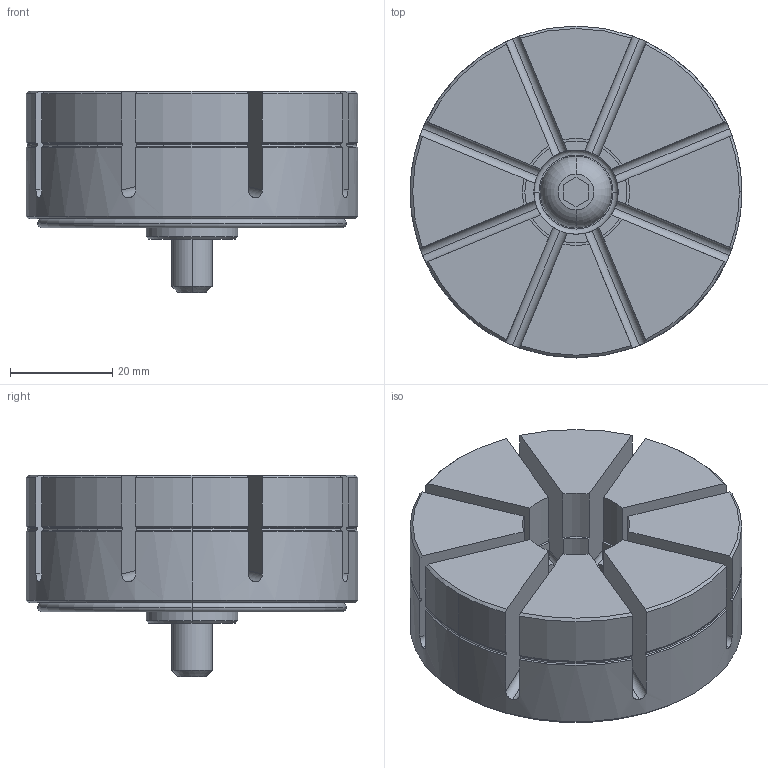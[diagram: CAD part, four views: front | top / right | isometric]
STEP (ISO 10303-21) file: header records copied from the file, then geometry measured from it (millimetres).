
FILE_DESCRIPTION (( 'STEP AP203' ), '1' );
FILE_NAME ('cp126-06501.STEP', '2021-10-25T23:34:50', ( '' ), ( '' ), 'SwSTEP 2.0', 'SolidWorks 2020', '' );
FILE_SCHEMA (( 'CONFIG_CONTROL_DESIGN' ));
Length unit declared in the file: millimetre
Products named in the file (1): cp126-06501
Bounding box: 65 x 65 x 39.5 mm (x, y, z)
Volume: 61361.4 mm3; surface area: 21960.3 mm2
Topology: 1 solids, 1 shells, 243 faces, 650 edges, 420 vertices
Faces by surface type: cylinder 79, plane 73, cone 54, torus 33, bspline 4
Entity records: 8324 total; most frequent: CARTESIAN_POINT 2268, ORIENTED_EDGE 1300, DIRECTION 1223, EDGE_CURVE 650, AXIS2_PLACEMENT_3D 485, VERTEX_POINT 420, EDGE_LOOP 254, VECTOR 253
